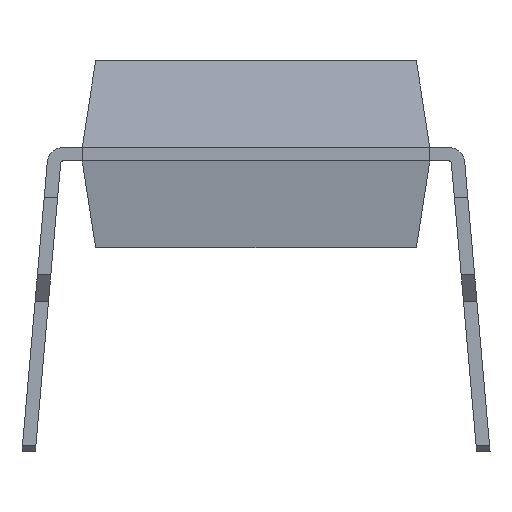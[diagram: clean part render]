
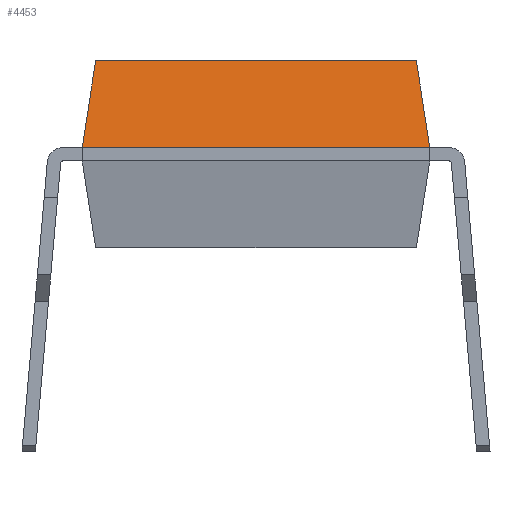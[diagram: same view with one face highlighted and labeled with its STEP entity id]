
A CAD part, front view. The second image highlights one B-rep face of the part: STEP entity #4453.
In plain terms, the highlighted planar face has unit normal (0, -0.983, 0.181).
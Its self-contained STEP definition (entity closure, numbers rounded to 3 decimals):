
#1008=ORIENTED_EDGE('',*,*,#1235,.T.);
#1009=ORIENTED_EDGE('',*,*,#1347,.T.);
#1010=ORIENTED_EDGE('',*,*,#1239,.T.);
#1011=ORIENTED_EDGE('',*,*,#1249,.F.);
#1235=EDGE_CURVE('',#1690,#1684,#2013,.T.);
#1239=EDGE_CURVE('',#1683,#1693,#2017,.T.);
#1249=EDGE_CURVE('',#1690,#1693,#2027,.T.);
#1347=EDGE_CURVE('',#1684,#1683,#2054,.T.);
#1683=VERTEX_POINT('',#5370);
#1684=VERTEX_POINT('',#5374);
#1690=VERTEX_POINT('',#5389);
#1693=VERTEX_POINT('',#5399);
#2013=LINE('',#5393,#2305);
#2017=LINE('',#5400,#2309);
#2027=LINE('',#5414,#2319);
#2054=LINE('',#6262,#2346);
#2305=VECTOR('',#4742,1000.);
#2309=VECTOR('',#4748,1000.);
#2319=VECTOR('',#4766,1000.);
#2346=VECTOR('',#4797,1000.);
#2742=EDGE_LOOP('',(#1008,#1009,#1010,#1011));
#2964=FACE_BOUND('',#2742,.T.);
#3121=PLANE('',#4624);
#4453=ADVANCED_FACE('',(#2964),#3121,.F.);
#4624=AXIS2_PLACEMENT_3D('',#8264,#5139,#5140);
#4742=DIRECTION('',(-0.15,-0.18,-0.972));
#4748=DIRECTION('',(-0.15,0.18,0.972));
#4766=DIRECTION('',(1.,0.,0.));
#4797=DIRECTION('',(1.,0.,0.));
#5139=DIRECTION('',(0.,0.983,-0.182));
#5140=DIRECTION('',(0.,0.182,0.983));
#5370=CARTESIAN_POINT('',(3.25,-2.29,0.125));
#5374=CARTESIAN_POINT('',(-3.25,-2.29,0.125));
#5389=CARTESIAN_POINT('',(-3.,-1.99,1.75));
#5393=CARTESIAN_POINT('',(-3.25,-2.29,0.125));
#5399=CARTESIAN_POINT('',(3.,-1.99,1.75));
#5400=CARTESIAN_POINT('',(3.008,-2.,1.698));
#5414=CARTESIAN_POINT('',(-3.25,-1.99,1.75));
#6262=CARTESIAN_POINT('',(-3.25,-2.29,0.125));
#8264=CARTESIAN_POINT('',(-3.25,-2.29,0.125));
